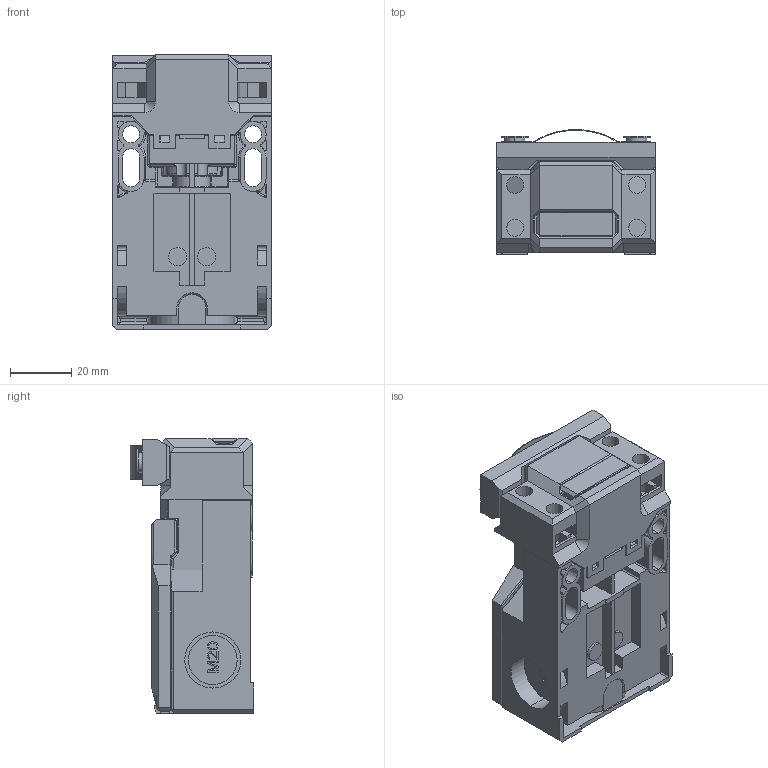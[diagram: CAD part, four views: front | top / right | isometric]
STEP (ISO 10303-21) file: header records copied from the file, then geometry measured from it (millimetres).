
FILE_DESCRIPTION (( 'STEP AP203' ), '1' );
FILE_NAME ('084.601.002_POS_A.STEP', '2019-11-22T14:48:38', ( 'Localadmin' ), ( 'Microsoft' ), 'SwSTEP 2.0', 'SolidWorks 2018', '' );
FILE_SCHEMA (( 'CONFIG_CONTROL_DESIGN' ));
Products named in the file (1): 084.601.002_POS_A
Bounding box: 52.08 x 40.62 x 90.1 mm (x, y, z)
Volume: 65974.3 mm3; surface area: 61642.4 mm2
Topology: 4 solids, 4 shells, 2395 faces, 6740 edges, 4220 vertices
Faces by surface type: plane 1454, cylinder 672, bspline 204, cone 37, torus 28
Entity records: 84272 total; most frequent: CARTESIAN_POINT 23837, ORIENTED_EDGE 13306, DIRECTION 11780, EDGE_CURVE 6653, VECTOR 4730, LINE 4730, VERTEX_POINT 4220, AXIS2_PLACEMENT_3D 3525
